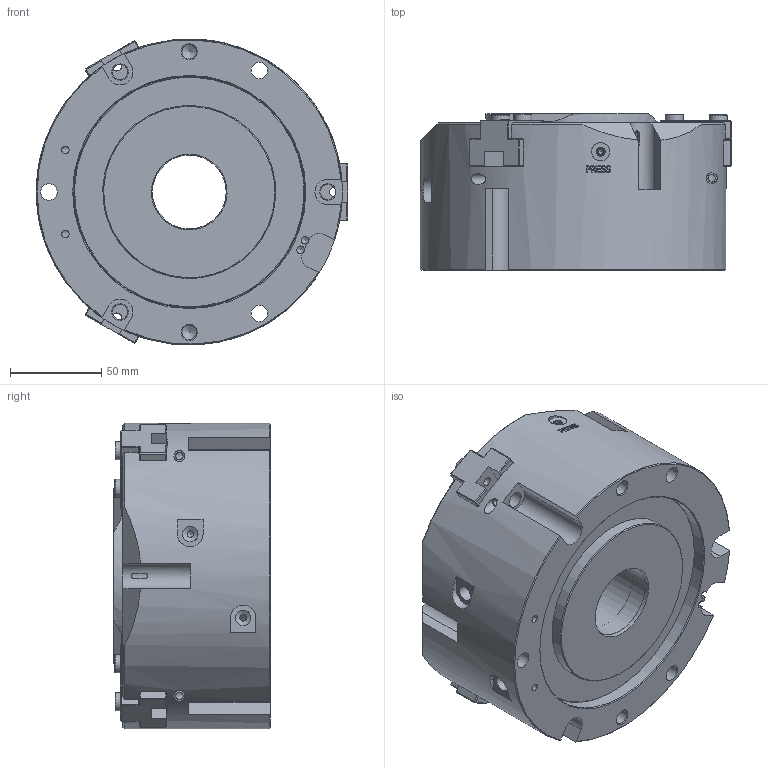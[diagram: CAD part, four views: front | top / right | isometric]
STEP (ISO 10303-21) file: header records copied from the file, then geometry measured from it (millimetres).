
FILE_DESCRIPTION(/* description */ (''),/* implementation_level */ '2;1');
FILE_NAME(/* name */ 'FBM-170.stp',/* time_stamp */ '2021-07-21T11:12:33+02:00',/* author */ ('Emilio'),/* organization */ (''),/* preprocessor_version */ 'ST-DEVELOPER v17.2',/* originating_system */ 'Autodesk Inventor 2019',/* authorisation */ '');
FILE_SCHEMA (('AUTOMOTIVE_DESIGN { 1 0 10303 214 3 1 1 }'));
Length unit declared in the file: millimetre
Products named in the file (9): FBM-170; FBM-170-CORPO (EX MFB)-CLIENTE; MFB-170-FONDELLO-CLIENTE; MFB-170-COPERCHIO; ISO 10642  - M5  x  12; DIN 913 - M5 x 6; BOCCOLA 10H7L7; PZP-125 GRIFFA C1 (OPP-125_PGP-125)-cliente; MFB-170-TUBO
Assembly tree (20 placements, depth 2):
  FBM-170
    FBM-170-CORPO (EX MFB)-CLIENTE
    MFB-170-FONDELLO-CLIENTE
    MFB-170-COPERCHIO
    ISO 10642  - M5  x  12  x6
    DIN 913 - M5 x 6
    BOCCOLA 10H7L7  x6
    PZP-125 GRIFFA C1 (OPP-125_PGP-125)-cliente  x3
    MFB-170-TUBO
Bounding box: 171 x 86.1 x 167.84 mm (x, y, z)
Volume: 1480908.4 mm3; surface area: 225621.6 mm2
Topology: 20 solids, 20 shells, 711 faces, 1978 edges, 1319 vertices
Faces by surface type: plane 411, cylinder 150, cone 102, bspline 47, torus 1
Full cylindrical faces by diameter (mm): 3.242 x3, 3.5 x2, 4.134 x12, 4.917 x6, 5 x7, 5.5 x6, 6 x3, 6.2 x6, 8 x2, 8.5 x3, 8.566 x2, 9 x6, 9.43 x6, 10 x13, 16.1 x3, 40.5 x2, 41.5 x1, 50 x2, 65 x1, 72 x1, 95 x1, 127 x2, 168 x1
Entity records: 17050 total; most frequent: CARTESIAN_POINT 4769, ORIENTED_EDGE 2572, DIRECTION 2380, EDGE_CURVE 1286, VERTEX_POINT 870, AXIS2_PLACEMENT_3D 852, LINE 676, VECTOR 676
